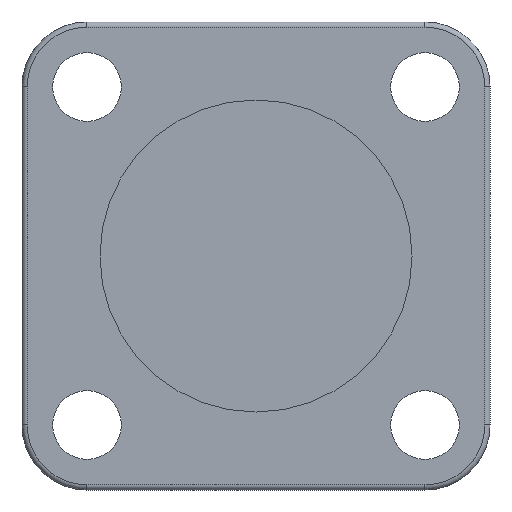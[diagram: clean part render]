
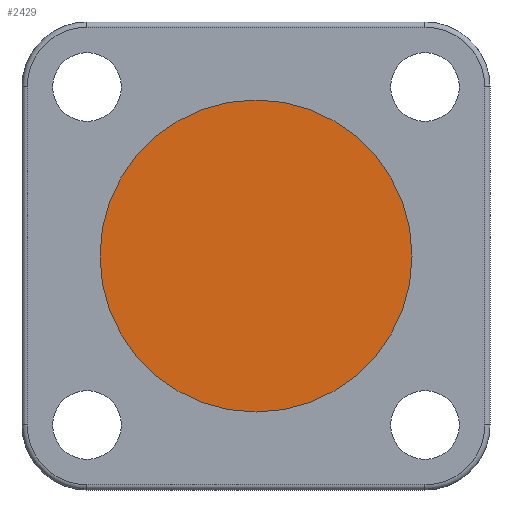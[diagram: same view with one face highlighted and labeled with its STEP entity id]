
A CAD part, front view. The second image highlights one B-rep face of the part: STEP entity #2429.
In plain terms, the highlighted planar face has unit normal (0, -1, 0).
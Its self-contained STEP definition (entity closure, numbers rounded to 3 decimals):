
#35 = ORIENTED_EDGE ( 'NONE', *, *, #4556, .T. ) ;
#517 = CARTESIAN_POINT ( 'NONE',  ( 0., 5., 0. ) ) ;
#793 = CIRCLE ( 'NONE', #2341, 15. ) ;
#1033 = CARTESIAN_POINT ( 'NONE',  ( 0., 5., 0. ) ) ;
#1834 = CARTESIAN_POINT ( 'NONE',  ( 0., 5., -15. ) ) ;
#1836 = DIRECTION ( 'NONE',  ( 0., 0., -1. ) ) ;
#2341 = AXIS2_PLACEMENT_3D ( 'NONE', #517, #4114, #1836 ) ;
#2429 = ADVANCED_FACE ( 'NONE', ( #3018 ), #4147, .T. ) ;
#2533 = DIRECTION ( 'NONE',  ( 0., 0., -1. ) ) ;
#2912 = VERTEX_POINT ( 'NONE', #1834 ) ;
#3018 = FACE_OUTER_BOUND ( 'NONE', #3779, .T. ) ;
#3345 = AXIS2_PLACEMENT_3D ( 'NONE', #1033, #4168, #4643 ) ;
#3655 = AXIS2_PLACEMENT_3D ( 'NONE', #5267, #5639, #2533 ) ;
#3659 = VERTEX_POINT ( 'NONE', #4150 ) ;
#3779 = EDGE_LOOP ( 'NONE', ( #35, #4228 ) ) ;
#4114 = DIRECTION ( 'NONE',  ( 0., -1., 0. ) ) ;
#4124 = EDGE_CURVE ( 'NONE', #3659, #2912, #793, .T. ) ;
#4147 = PLANE ( 'NONE',  #3345 ) ;
#4150 = CARTESIAN_POINT ( 'NONE',  ( 0., 5., 15. ) ) ;
#4168 = DIRECTION ( 'NONE',  ( 0., -1., 0. ) ) ;
#4228 = ORIENTED_EDGE ( 'NONE', *, *, #4124, .T. ) ;
#4379 = CIRCLE ( 'NONE', #3655, 15. ) ;
#4556 = EDGE_CURVE ( 'NONE', #2912, #3659, #4379, .T. ) ;
#4643 = DIRECTION ( 'NONE',  ( 0., 0., -1. ) ) ;
#5267 = CARTESIAN_POINT ( 'NONE',  ( 0., 5., 0. ) ) ;
#5639 = DIRECTION ( 'NONE',  ( 0., -1., 0. ) ) ;
